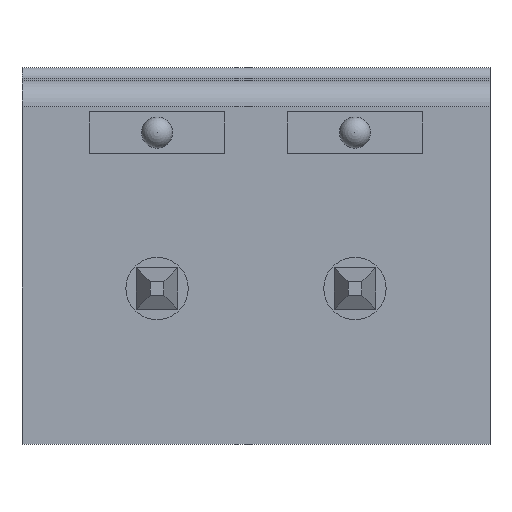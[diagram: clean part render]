
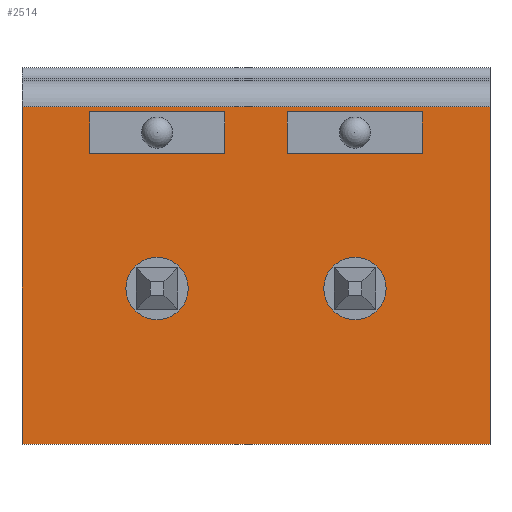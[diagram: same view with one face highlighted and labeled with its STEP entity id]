
A CAD part, front view. The second image highlights one B-rep face of the part: STEP entity #2514.
In plain terms, the highlighted planar face has unit normal (0, -1, 0).
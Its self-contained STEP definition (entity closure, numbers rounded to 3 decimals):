
#24=FACE_BOUND('',#311,.T.);
#25=FACE_BOUND('',#312,.T.);
#26=FACE_BOUND('',#313,.T.);
#27=FACE_BOUND('',#314,.T.);
#43=PLANE('',#2694);
#161=FACE_OUTER_BOUND('',#310,.T.);
#310=EDGE_LOOP('',(#1783,#1784,#1785,#1786));
#311=EDGE_LOOP('',(#1787,#1788,#1789,#1790));
#312=EDGE_LOOP('',(#1791));
#313=EDGE_LOOP('',(#1792,#1793,#1794,#1795));
#314=EDGE_LOOP('',(#1796));
#473=LINE('',#3668,#769);
#477=LINE('',#3676,#773);
#488=LINE('',#3712,#784);
#489=LINE('',#3713,#785);
#490=LINE('',#3716,#786);
#491=LINE('',#3718,#787);
#492=LINE('',#3720,#788);
#493=LINE('',#3721,#789);
#494=LINE('',#3724,#790);
#495=LINE('',#3726,#791);
#496=LINE('',#3728,#792);
#497=LINE('',#3729,#793);
#769=VECTOR('',#2932,1000.);
#773=VECTOR('',#2938,1000.);
#784=VECTOR('',#2965,1000.);
#785=VECTOR('',#2966,1000.);
#786=VECTOR('',#2967,1000.);
#787=VECTOR('',#2968,1000.);
#788=VECTOR('',#2969,1000.);
#789=VECTOR('',#2970,1000.);
#790=VECTOR('',#2971,1000.);
#791=VECTOR('',#2972,1000.);
#792=VECTOR('',#2973,1000.);
#793=VECTOR('',#2974,1000.);
#1061=CIRCLE('',#2672,0.6);
#1063=CIRCLE('',#2675,0.6);
#1133=VERTEX_POINT('',#3638);
#1135=VERTEX_POINT('',#3644);
#1142=VERTEX_POINT('',#3666);
#1143=VERTEX_POINT('',#3667);
#1146=VERTEX_POINT('',#3675);
#1163=VERTEX_POINT('',#3711);
#1164=VERTEX_POINT('',#3714);
#1165=VERTEX_POINT('',#3715);
#1166=VERTEX_POINT('',#3717);
#1167=VERTEX_POINT('',#3719);
#1168=VERTEX_POINT('',#3722);
#1169=VERTEX_POINT('',#3723);
#1170=VERTEX_POINT('',#3725);
#1171=VERTEX_POINT('',#3727);
#1374=EDGE_CURVE('',#1133,#1133,#1061,.T.);
#1377=EDGE_CURVE('',#1135,#1135,#1063,.T.);
#1387=EDGE_CURVE('',#1142,#1143,#473,.T.);
#1391=EDGE_CURVE('',#1146,#1143,#477,.T.);
#1409=EDGE_CURVE('',#1142,#1163,#488,.T.);
#1410=EDGE_CURVE('',#1163,#1146,#489,.T.);
#1411=EDGE_CURVE('',#1164,#1165,#490,.T.);
#1412=EDGE_CURVE('',#1165,#1166,#491,.T.);
#1413=EDGE_CURVE('',#1166,#1167,#492,.T.);
#1414=EDGE_CURVE('',#1167,#1164,#493,.T.);
#1415=EDGE_CURVE('',#1168,#1169,#494,.T.);
#1416=EDGE_CURVE('',#1169,#1170,#495,.T.);
#1417=EDGE_CURVE('',#1170,#1171,#496,.T.);
#1418=EDGE_CURVE('',#1171,#1168,#497,.T.);
#1783=ORIENTED_EDGE('',*,*,#1387,.F.);
#1784=ORIENTED_EDGE('',*,*,#1409,.T.);
#1785=ORIENTED_EDGE('',*,*,#1410,.T.);
#1786=ORIENTED_EDGE('',*,*,#1391,.T.);
#1787=ORIENTED_EDGE('',*,*,#1411,.T.);
#1788=ORIENTED_EDGE('',*,*,#1412,.T.);
#1789=ORIENTED_EDGE('',*,*,#1413,.T.);
#1790=ORIENTED_EDGE('',*,*,#1414,.T.);
#1791=ORIENTED_EDGE('',*,*,#1374,.T.);
#1792=ORIENTED_EDGE('',*,*,#1415,.T.);
#1793=ORIENTED_EDGE('',*,*,#1416,.T.);
#1794=ORIENTED_EDGE('',*,*,#1417,.T.);
#1795=ORIENTED_EDGE('',*,*,#1418,.T.);
#1796=ORIENTED_EDGE('',*,*,#1377,.T.);
#2514=ADVANCED_FACE('',(#161,#24,#25,#26,#27),#43,.T.);
#2672=AXIS2_PLACEMENT_3D('',#3640,#2900,#2901);
#2675=AXIS2_PLACEMENT_3D('',#3646,#2907,#2908);
#2694=AXIS2_PLACEMENT_3D('',#3710,#2963,#2964);
#2900=DIRECTION('center_axis',(0.,1.,0.));
#2901=DIRECTION('ref_axis',(1.,0.,0.));
#2907=DIRECTION('center_axis',(0.,1.,0.));
#2908=DIRECTION('ref_axis',(1.,0.,0.));
#2932=DIRECTION('',(-1.,0.,0.));
#2938=DIRECTION('',(0.,0.,-1.));
#2963=DIRECTION('center_axis',(0.,-1.,0.));
#2964=DIRECTION('ref_axis',(1.,0.,0.));
#2965=DIRECTION('',(0.,0.,1.));
#2966=DIRECTION('',(-1.,0.,0.));
#2967=DIRECTION('',(-1.,0.,0.));
#2968=DIRECTION('',(0.,0.,1.));
#2969=DIRECTION('',(1.,0.,0.));
#2970=DIRECTION('',(0.,0.,-1.));
#2971=DIRECTION('',(-1.,0.,0.));
#2972=DIRECTION('',(0.,0.,1.));
#2973=DIRECTION('',(1.,0.,0.));
#2974=DIRECTION('',(0.,0.,-1.));
#3638=CARTESIAN_POINT('',(-26.37,1.5,-0.5));
#3640=CARTESIAN_POINT('Origin',(-25.77,1.5,-0.5));
#3644=CARTESIAN_POINT('',(-30.18,1.5,-0.5));
#3646=CARTESIAN_POINT('Origin',(-29.58,1.5,-0.5));
#3666=CARTESIAN_POINT('',(-23.17,1.5,-3.5));
#3667=CARTESIAN_POINT('',(-32.18,1.5,-3.5));
#3668=CARTESIAN_POINT('',(-25.77,1.5,-3.5));
#3675=CARTESIAN_POINT('',(-32.18,1.5,3.));
#3676=CARTESIAN_POINT('',(-32.18,1.5,-3.5));
#3710=CARTESIAN_POINT('Origin',(-25.77,1.5,1.75));
#3711=CARTESIAN_POINT('',(-23.17,1.5,3.));
#3712=CARTESIAN_POINT('',(-23.17,1.5,1.75));
#3713=CARTESIAN_POINT('',(-25.77,1.5,3.));
#3714=CARTESIAN_POINT('',(-24.47,1.5,2.1));
#3715=CARTESIAN_POINT('',(-27.07,1.5,2.1));
#3716=CARTESIAN_POINT('',(-25.77,1.5,2.1));
#3717=CARTESIAN_POINT('',(-27.07,1.5,2.9));
#3718=CARTESIAN_POINT('',(-27.07,1.5,1.75));
#3719=CARTESIAN_POINT('',(-24.47,1.5,2.9));
#3720=CARTESIAN_POINT('',(-25.77,1.5,2.9));
#3721=CARTESIAN_POINT('',(-24.47,1.5,1.75));
#3722=CARTESIAN_POINT('',(-28.28,1.5,2.1));
#3723=CARTESIAN_POINT('',(-30.88,1.5,2.1));
#3724=CARTESIAN_POINT('',(-25.77,1.5,2.1));
#3725=CARTESIAN_POINT('',(-30.88,1.5,2.9));
#3726=CARTESIAN_POINT('',(-30.88,1.5,1.75));
#3727=CARTESIAN_POINT('',(-28.28,1.5,2.9));
#3728=CARTESIAN_POINT('',(-25.77,1.5,2.9));
#3729=CARTESIAN_POINT('',(-28.28,1.5,1.75));
